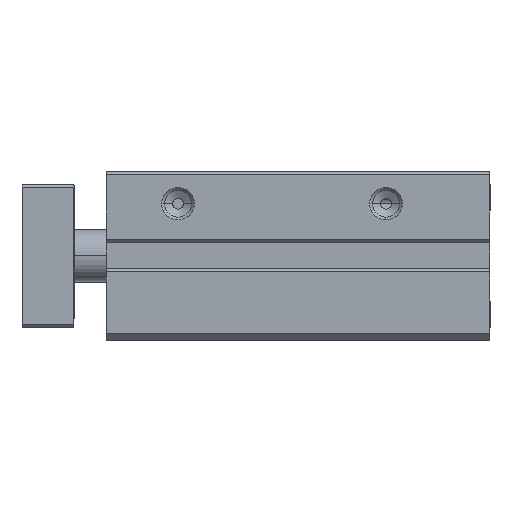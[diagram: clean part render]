
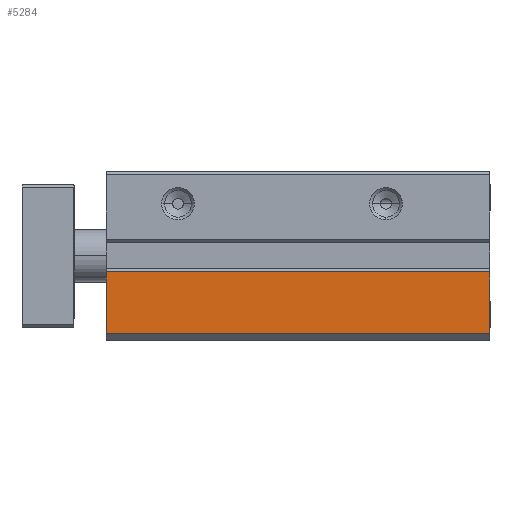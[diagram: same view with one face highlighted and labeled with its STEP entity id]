
A CAD part, top view. The second image highlights one B-rep face of the part: STEP entity #5284.
In plain terms, the highlighted planar face has unit normal (0, 0, 1).
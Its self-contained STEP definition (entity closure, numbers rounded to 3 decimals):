
#33 = VERTEX_POINT ( 'NONE', #11510 ) ;
#1134 = EDGE_LOOP ( 'NONE', ( #12062, #9122, #10944, #12439 ) ) ;
#3177 = CARTESIAN_POINT ( 'NONE',  ( 59., -12., 29. ) ) ;
#3459 = VECTOR ( 'NONE', #5167, 1000. ) ;
#3492 = VECTOR ( 'NONE', #5878, 1000. ) ;
#3529 = LINE ( 'NONE', #10337, #4086 ) ;
#3686 = LINE ( 'NONE', #7614, #3492 ) ;
#4086 = VECTOR ( 'NONE', #11355, 1000. ) ;
#4738 = DIRECTION ( 'NONE',  ( 0., 0., 1. ) ) ;
#4795 = FACE_OUTER_BOUND ( 'NONE', #1134, .T. ) ;
#4856 = PLANE ( 'NONE',  #6134 ) ;
#5091 = LINE ( 'NONE', #10097, #3459 ) ;
#5167 = DIRECTION ( 'NONE',  ( -1., 0., 0. ) ) ;
#5178 = VERTEX_POINT ( 'NONE', #11278 ) ;
#5253 = DIRECTION ( 'NONE',  ( 0., -1., 0. ) ) ;
#5284 = ADVANCED_FACE ( 'NONE', ( #4795 ), #4856, .T. ) ;
#5475 = VERTEX_POINT ( 'NONE', #3177 ) ;
#5839 = EDGE_CURVE ( 'NONE', #5475, #5178, #5091, .T. ) ;
#5878 = DIRECTION ( 'NONE',  ( 0., -1., 0. ) ) ;
#5889 = DIRECTION ( 'NONE',  ( 1., 0., 0. ) ) ;
#6071 = EDGE_CURVE ( 'NONE', #33, #11935, #3529, .T. ) ;
#6134 = AXIS2_PLACEMENT_3D ( 'NONE', #11458, #4738, #5889 ) ;
#6218 = CARTESIAN_POINT ( 'NONE',  ( 0., -12., 29. ) ) ;
#6729 = CARTESIAN_POINT ( 'NONE',  ( 0., -2.5, 29. ) ) ;
#6803 = EDGE_CURVE ( 'NONE', #11935, #5178, #8135, .T. ) ;
#7010 = EDGE_CURVE ( 'NONE', #33, #5475, #3686, .T. ) ;
#7608 = VECTOR ( 'NONE', #5253, 1000. ) ;
#7614 = CARTESIAN_POINT ( 'NONE',  ( 59., 0., 29. ) ) ;
#8135 = LINE ( 'NONE', #6218, #7608 ) ;
#9122 = ORIENTED_EDGE ( 'NONE', *, *, #5839, .F. ) ;
#10097 = CARTESIAN_POINT ( 'NONE',  ( 0., -12., 29. ) ) ;
#10337 = CARTESIAN_POINT ( 'NONE',  ( 0., -2.5, 29. ) ) ;
#10944 = ORIENTED_EDGE ( 'NONE', *, *, #7010, .F. ) ;
#11278 = CARTESIAN_POINT ( 'NONE',  ( 0., -12., 29. ) ) ;
#11355 = DIRECTION ( 'NONE',  ( -1., 0., 0. ) ) ;
#11458 = CARTESIAN_POINT ( 'NONE',  ( 0., -12., 29. ) ) ;
#11510 = CARTESIAN_POINT ( 'NONE',  ( 59., -2.5, 29. ) ) ;
#11935 = VERTEX_POINT ( 'NONE', #6729 ) ;
#12062 = ORIENTED_EDGE ( 'NONE', *, *, #6803, .T. ) ;
#12439 = ORIENTED_EDGE ( 'NONE', *, *, #6071, .T. ) ;
